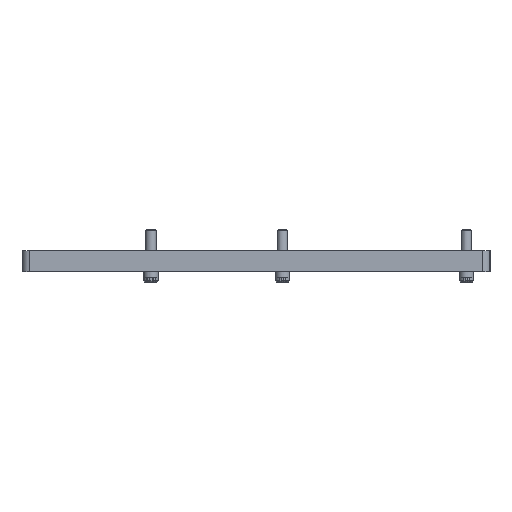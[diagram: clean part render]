
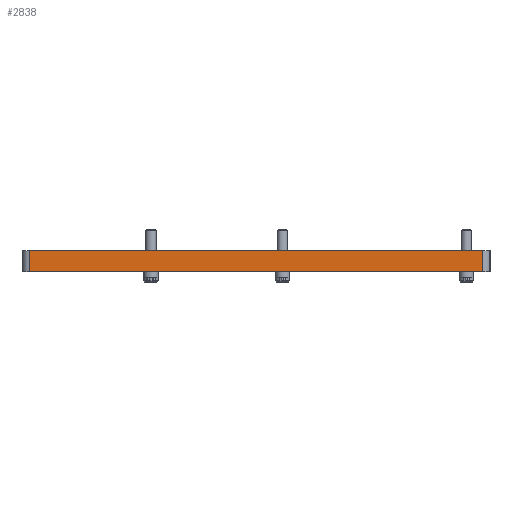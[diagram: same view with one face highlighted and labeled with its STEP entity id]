
A CAD part, left-side view. The second image highlights one B-rep face of the part: STEP entity #2838.
In plain terms, the highlighted planar face has unit normal (-1, 0, 0).
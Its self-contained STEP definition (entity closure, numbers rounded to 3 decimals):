
#1 = ORIENTED_EDGE ( 'NONE', *, *, #3496, .F. ) ;
#19 = VERTEX_POINT ( 'NONE', #176 ) ;
#147 = VERTEX_POINT ( 'NONE', #1950 ) ;
#173 = EDGE_LOOP ( 'NONE', ( #387, #1, #1134, #2034 ) ) ;
#176 = CARTESIAN_POINT ( 'NONE',  ( -225.5, 37.7, 8. ) ) ;
#238 = LINE ( 'NONE', #1619, #259 ) ;
#259 = VECTOR ( 'NONE', #2722, 1000. ) ;
#387 = ORIENTED_EDGE ( 'NONE', *, *, #1291, .T. ) ;
#475 = CARTESIAN_POINT ( 'NONE',  ( -225.5, 37.7, 8. ) ) ;
#532 = CARTESIAN_POINT ( 'NONE',  ( -225.5, -134.3, 0. ) ) ;
#625 = EDGE_CURVE ( 'NONE', #19, #147, #2150, .T. ) ;
#703 = CARTESIAN_POINT ( 'NONE',  ( -225.5, -134.3, 8. ) ) ;
#810 = DIRECTION ( 'NONE',  ( 0., -1., 0. ) ) ;
#998 = DIRECTION ( 'NONE',  ( 0., 0., -1. ) ) ;
#1068 = CARTESIAN_POINT ( 'NONE',  ( -225.5, -134.3, 8. ) ) ;
#1134 = ORIENTED_EDGE ( 'NONE', *, *, #2638, .F. ) ;
#1291 = EDGE_CURVE ( 'NONE', #147, #1961, #3324, .T. ) ;
#1484 = VECTOR ( 'NONE', #998, 1000. ) ;
#1619 = CARTESIAN_POINT ( 'NONE',  ( -225.5, -134.3, 8. ) ) ;
#1820 = CARTESIAN_POINT ( 'NONE',  ( -225.5, -134.3, 0. ) ) ;
#1950 = CARTESIAN_POINT ( 'NONE',  ( -225.5, 37.7, 0. ) ) ;
#1951 = DIRECTION ( 'NONE',  ( 1., 0., 0. ) ) ;
#1961 = VERTEX_POINT ( 'NONE', #1820 ) ;
#2034 = ORIENTED_EDGE ( 'NONE', *, *, #625, .T. ) ;
#2150 = LINE ( 'NONE', #475, #1484 ) ;
#2208 = DIRECTION ( 'NONE',  ( 0., 0., -1. ) ) ;
#2289 = PLANE ( 'NONE',  #3161 ) ;
#2407 = VECTOR ( 'NONE', #2208, 1000. ) ;
#2417 = VERTEX_POINT ( 'NONE', #703 ) ;
#2476 = LINE ( 'NONE', #1068, #2407 ) ;
#2534 = FACE_OUTER_BOUND ( 'NONE', #173, .T. ) ;
#2571 = CARTESIAN_POINT ( 'NONE',  ( -225.5, -134.3, 8. ) ) ;
#2638 = EDGE_CURVE ( 'NONE', #19, #2417, #238, .T. ) ;
#2722 = DIRECTION ( 'NONE',  ( 0., -1., 0. ) ) ;
#2831 = DIRECTION ( 'NONE',  ( 0., 1., 0. ) ) ;
#2838 = ADVANCED_FACE ( 'NONE', ( #2534 ), #2289, .F. ) ;
#3161 = AXIS2_PLACEMENT_3D ( 'NONE', #2571, #1951, #2831 ) ;
#3298 = VECTOR ( 'NONE', #810, 1000. ) ;
#3324 = LINE ( 'NONE', #532, #3298 ) ;
#3496 = EDGE_CURVE ( 'NONE', #2417, #1961, #2476, .T. ) ;
